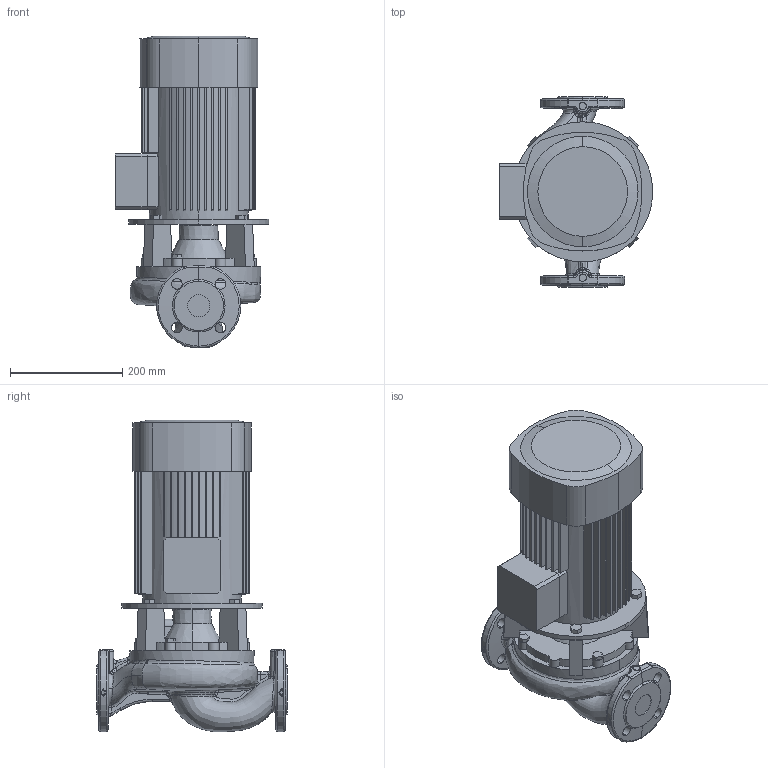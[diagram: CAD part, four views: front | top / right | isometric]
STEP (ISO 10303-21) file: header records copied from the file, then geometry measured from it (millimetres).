
FILE_DESCRIPTION (( 'STEP AP203' ), '1' );
FILE_NAME ('VariA 40-30.STEP', '2014-07-08T08:50:25', ( '' ), ( '' ), 'SwSTEP 2.0', 'SolidWorks 2011', '' );
FILE_SCHEMA (( 'CONFIG_CONTROL_DESIGN' ));
Products named in the file (1): VariA 40-30
Bounding box: 274 x 340 x 556 mm (x, y, z)
Volume: 15978097.1 mm3; surface area: 1000215.2 mm2
Topology: 4 solids, 4 shells, 752 faces, 1941 edges, 1201 vertices
Faces by surface type: plane 245, bspline 207, cylinder 181, cone 63, torus 44, sphere 12
Entity records: 62782 total; most frequent: CARTESIAN_POINT 46001, ORIENTED_EDGE 3840, DIRECTION 3038, EDGE_CURVE 1920, VERTEX_POINT 1201, AXIS2_PLACEMENT_3D 1150, EDGE_LOOP 793, FACE_OUTER_BOUND 752
